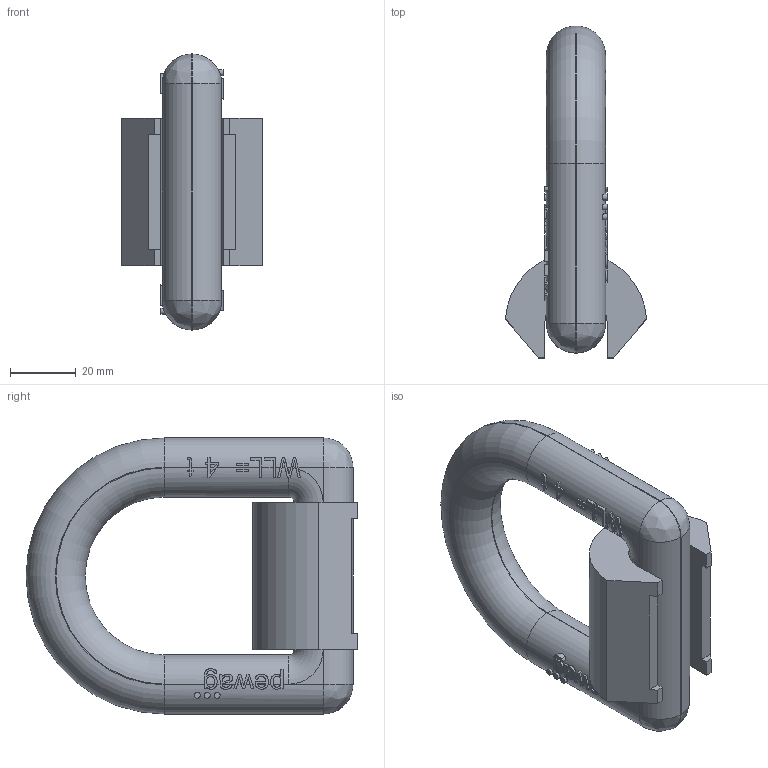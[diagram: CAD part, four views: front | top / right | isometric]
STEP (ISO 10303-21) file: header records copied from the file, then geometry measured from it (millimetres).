
FILE_DESCRIPTION(/* description */ (''),/* implementation_level */ '2;1');
FILE_NAME(/* name */ 'PLEW_4_t.stp',/* time_stamp */ '2017-11-13T08:25:50+01:00',/* author */ (''),/* organization */ (''),/* preprocessor_version */ 'ST-DEVELOPER v16',/* originating_system */ 'SIEMENS PLM Software NX 11.0',/* authorisation */ '');
FILE_SCHEMA (('AUTOMOTIVE_DESIGN { 1 0 10303 214 3 1 1 1 }'));
Length unit declared in the file: millimetre
Products named in the file (1): pewag_PLEW_Kundenmodell_10
Bounding box: 42.91 x 101 x 84 mm (x, y, z)
Volume: 99991.8 mm3; surface area: 23433.9 mm2
Topology: 2 solids, 2 shells, 458 faces, 1290 edges, 854 vertices
Faces by surface type: plane 258, extrusion 128, cylinder 58, torus 10, bspline 4
Full cylindrical faces by diameter (mm): 1.8 x6
Entity records: 17550 total; most frequent: CARTESIAN_POINT 6589, ORIENTED_EDGE 2556, DIRECTION 1738, EDGE_CURVE 1278, VERTEX_POINT 848, VECTOR 696, B_SPLINE_CURVE_WITH_KNOTS 644, LINE 568
